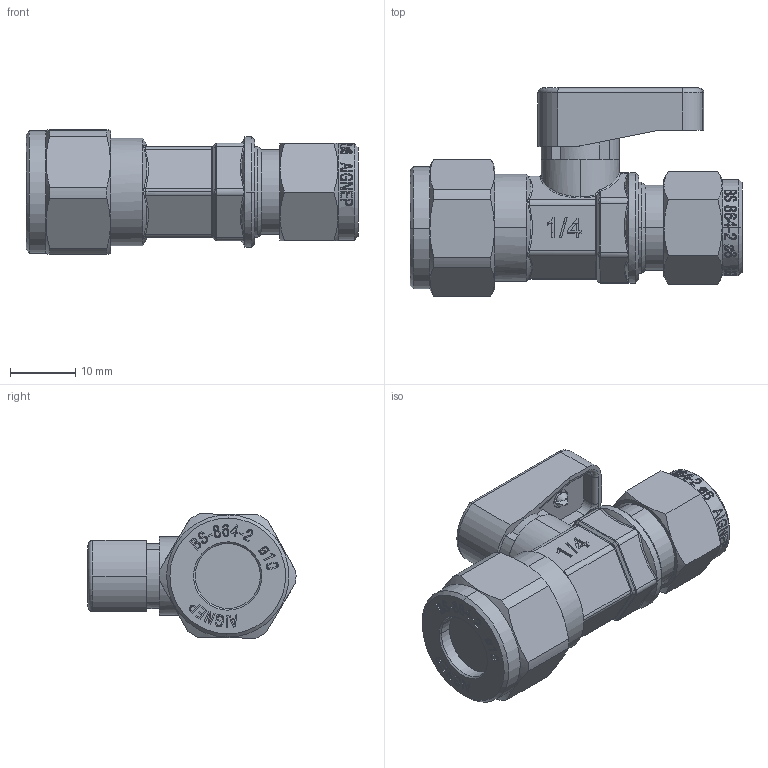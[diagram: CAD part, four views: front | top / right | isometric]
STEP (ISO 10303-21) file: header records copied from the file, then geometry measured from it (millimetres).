
FILE_DESCRIPTION (( 'STEP AP214' ), '1' );
FILE_NAME ('0645000004.step', '2012-10-02T16:33:51', ( '' ), ( '' ), 'SwSTEP 2.0', 'SolidWorks 2012', '' );
FILE_SCHEMA (( 'AUTOMOTIVE_DESIGN' ));
Length unit declared in the file: millimetre
Products named in the file (1): 0645000004
Bounding box: 51.06 x 32 x 19.13 mm (x, y, z)
Volume: 12910.7 mm3; surface area: 5326.4 mm2
Topology: 8 solids, 17 shells, 1143 faces, 2944 edges, 1913 vertices
Faces by surface type: plane 517, bspline 396, cylinder 152, cone 48, torus 28, sphere 2
Entity records: 57313 total; most frequent: CARTESIAN_POINT 32446, ORIENTED_EDGE 5888, DIRECTION 3826, EDGE_CURVE 2944, VERTEX_POINT 1913, LINE 1426, VECTOR 1426, EDGE_LOOP 1233
